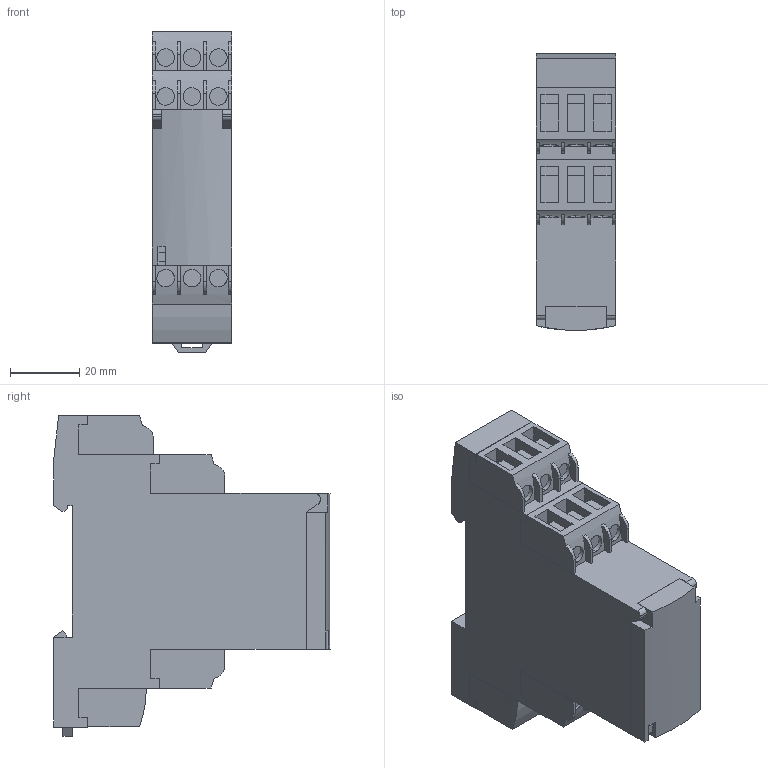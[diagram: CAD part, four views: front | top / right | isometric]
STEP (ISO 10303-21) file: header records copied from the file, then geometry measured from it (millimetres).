
FILE_DESCRIPTION(('STEP AP242'),'1');
FILE_NAME('rm22lg11mr.stp','2019-09-07T16:21:51',('TraceParts'),('TraceParts S.A.'),'Spatial InterOp 3D',' ',' ');
FILE_SCHEMA(('AP242_MANAGED_MODEL_BASED_3D_ENGINEERING_MIM_LF {1 0 10303 442 1 1 4}'));
Length unit declared in the file: millimetre
Products named in the file (1): rm22lg11mr_1
Bounding box: 22.9 x 79.98 x 92.7 mm (x, y, z)
Volume: 108145.9 mm3; surface area: 23013.3 mm2
Topology: 2 solids, 2 shells, 274 faces, 729 edges, 484 vertices
Faces by surface type: plane 223, cylinder 47, cone 4
Entity records: 10935 total; most frequent: CARTESIAN_POINT 1803, ORIENTED_EDGE 1458, DIRECTION 1371, EDGE_CURVE 729, LINE 595, VECTOR 595, VERTEX_POINT 484, AXIS2_PLACEMENT_3D 388
